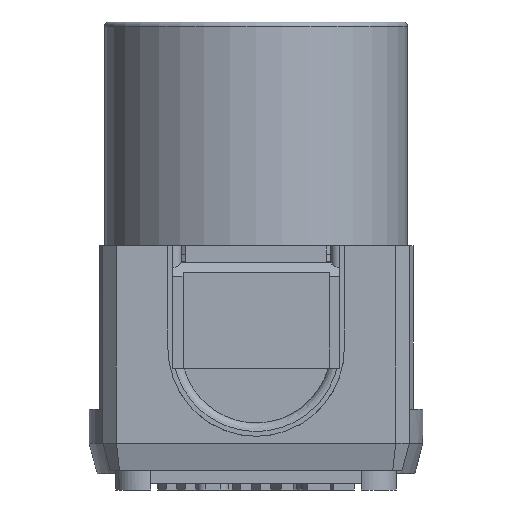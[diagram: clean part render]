
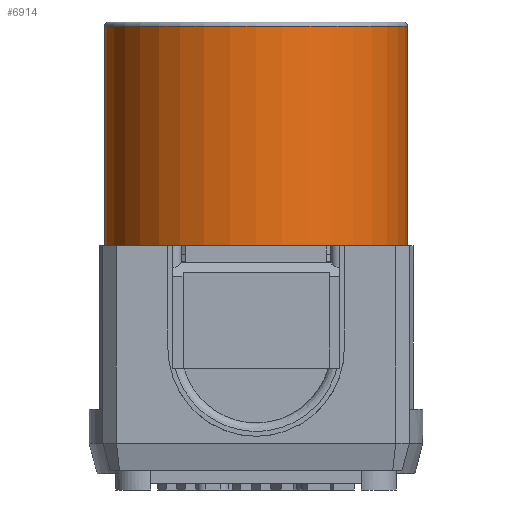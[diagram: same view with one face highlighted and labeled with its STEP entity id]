
A CAD part, front view. The second image highlights one B-rep face of the part: STEP entity #6914.
In plain terms, the highlighted cylindrical face has radius 17.653 mm (diameter 35.306 mm), a partial arc.
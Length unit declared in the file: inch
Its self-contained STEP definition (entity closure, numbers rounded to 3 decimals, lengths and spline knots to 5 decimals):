
#314 = DIRECTION ( 'NONE',  ( 0., 0., -1. ) ) ;
#1772 = FACE_OUTER_BOUND ( 'NONE', #39609, .T. ) ;
#6914 = ADVANCED_FACE ( 'NONE', ( #1772 ), #23717, .T. ) ;
#7655 = CIRCLE ( 'NONE', #46113, 0.695 ) ;
#10118 = ORIENTED_EDGE ( 'NONE', *, *, #40863, .T. ) ;
#11574 = VERTEX_POINT ( 'NONE', #56536 ) ;
#14424 = CARTESIAN_POINT ( 'NONE',  ( -0.695, 0., 1.046 ) ) ;
#16084 = DIRECTION ( 'NONE',  ( -1., 0., 0. ) ) ;
#18013 = DIRECTION ( 'NONE',  ( 0., 0., 1. ) ) ;
#18234 = VECTOR ( 'NONE', #71458, 39.37008 ) ;
#20123 = VERTEX_POINT ( 'NONE', #14424 ) ;
#21581 = CARTESIAN_POINT ( 'NONE',  ( 0., 0., 1.046 ) ) ;
#21960 = ORIENTED_EDGE ( 'NONE', *, *, #47829, .T. ) ;
#22111 = CARTESIAN_POINT ( 'NONE',  ( -0.695, 0., 1.046 ) ) ;
#22235 = DIRECTION ( 'NONE',  ( 1., 0., 0. ) ) ;
#22256 = CIRCLE ( 'NONE', #53565, 0.695 ) ;
#23717 = CYLINDRICAL_SURFACE ( 'NONE', #51330, 0.695 ) ;
#26154 = LINE ( 'NONE', #22111, #71917 ) ;
#28417 = VERTEX_POINT ( 'NONE', #60484 ) ;
#28869 = DIRECTION ( 'NONE',  ( -0.995, 0.104, 0. ) ) ;
#30938 = EDGE_CURVE ( 'NONE', #20123, #11574, #26154, .T. ) ;
#39609 = EDGE_LOOP ( 'NONE', ( #10118, #68232, #49186, #21960 ) ) ;
#39878 = CARTESIAN_POINT ( 'NONE',  ( 0.695, 0., 2.053 ) ) ;
#40863 = EDGE_CURVE ( 'NONE', #28417, #54176, #49163, .T. ) ;
#44816 = CARTESIAN_POINT ( 'NONE',  ( 0., 0., 2.053 ) ) ;
#45783 = EDGE_CURVE ( 'NONE', #54176, #11574, #22256, .T. ) ;
#46113 = AXIS2_PLACEMENT_3D ( 'NONE', #21581, #54667, #16084 ) ;
#47829 = EDGE_CURVE ( 'NONE', #20123, #28417, #7655, .T. ) ;
#49163 = LINE ( 'NONE', #49905, #18234 ) ;
#49186 = ORIENTED_EDGE ( 'NONE', *, *, #30938, .F. ) ;
#49905 = CARTESIAN_POINT ( 'NONE',  ( 0.695, 0., 1.046 ) ) ;
#51330 = AXIS2_PLACEMENT_3D ( 'NONE', #64746, #56492, #28869 ) ;
#53565 = AXIS2_PLACEMENT_3D ( 'NONE', #44816, #314, #22235 ) ;
#54176 = VERTEX_POINT ( 'NONE', #39878 ) ;
#54667 = DIRECTION ( 'NONE',  ( 0., 0., 1. ) ) ;
#56492 = DIRECTION ( 'NONE',  ( 0., 0., 1. ) ) ;
#56536 = CARTESIAN_POINT ( 'NONE',  ( -0.695, 0., 2.053 ) ) ;
#60484 = CARTESIAN_POINT ( 'NONE',  ( 0.695, 0., 1.046 ) ) ;
#64746 = CARTESIAN_POINT ( 'NONE',  ( 0., 0., 1.02631 ) ) ;
#68232 = ORIENTED_EDGE ( 'NONE', *, *, #45783, .T. ) ;
#71458 = DIRECTION ( 'NONE',  ( 0., 0., 1. ) ) ;
#71917 = VECTOR ( 'NONE', #18013, 39.37008 ) ;
